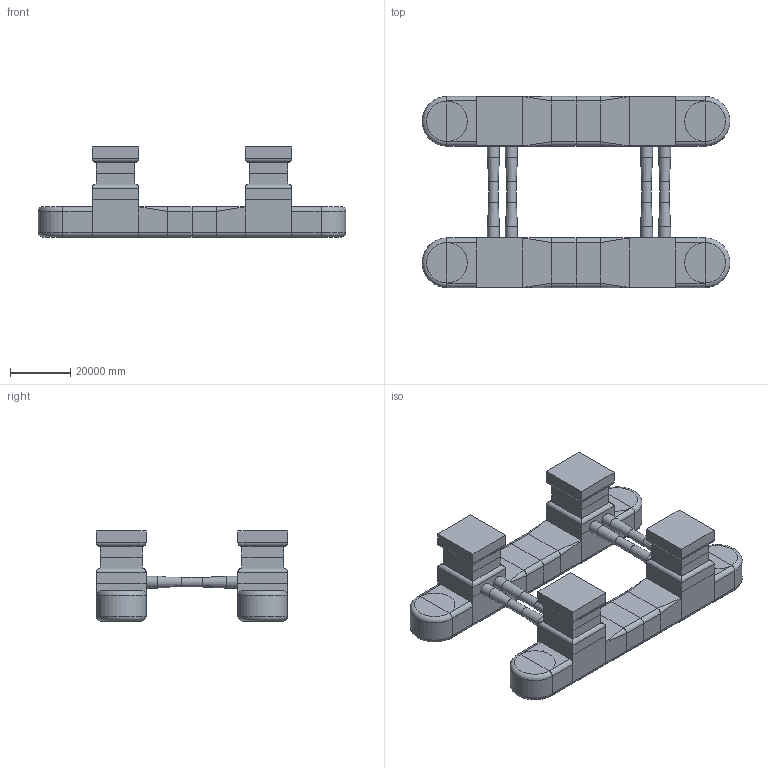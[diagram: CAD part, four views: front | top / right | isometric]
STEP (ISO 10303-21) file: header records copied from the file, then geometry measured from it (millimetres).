
FILE_DESCRIPTION(('Open CASCADE Model'),'2;1');
FILE_NAME('Open CASCADE Shape Model','2019-12-10T12:07:08',('Author'),( 'Open CASCADE'),'Open CASCADE STEP processor 7.2','Open CASCADE 7.2' ,'Unknown');
FILE_SCHEMA(('AUTOMOTIVE_DESIGN { 1 0 10303 214 1 1 1 1 }'));
Length unit declared in the file: millimetre
Products named in the file (68): Open CASCADE STEP translator 7.2 1; Open CASCADE STEP translator 7.2 1.1; Open CASCADE STEP translator 7.2 1.1.1; Open CASCADE STEP translator 7.2 1.1.2; Open CASCADE STEP translator 7.2 1.1.3; Open CASCADE STEP translator 7.2 1.1.4; Open CASCADE STEP translator 7.2 1.1.5; Open CASCADE STEP translator 7.2 1.1.6; Open CASCADE STEP translator 7.2 1.1.7; Open CASCADE STEP translator 7.2 1.1.8; Open CASCADE STEP translator 7.2 1.1.9; Open CASCADE STEP translator 7.2 1.1.10; Open CASCADE STEP translator 7.2 2; Open CASCADE STEP translator 7.2 2.1; Open CASCADE STEP translator 7.2 2.1.1; Open CASCADE STEP translator 7.2 2.1.2; Open CASCADE STEP translator 7.2 2.1.3; Open CASCADE STEP translator 7.2 2.1.4; Open CASCADE STEP translator 7.2 2.1.5; Open CASCADE STEP translator 7.2 2.1.6; Open CASCADE STEP translator 7.2 2.1.7; Open CASCADE STEP translator 7.2 2.1.8; Open CASCADE STEP translator 7.2 2.1.9; Open CASCADE STEP translator 7.2 2.1.10; Open CASCADE STEP translator 7.2 3; Open CASCADE STEP translator 7.2 3.1; Open CASCADE STEP translator 7.2 3.1.1; Open CASCADE STEP translator 7.2 3.1.2; Open CASCADE STEP translator 7.2 3.1.3; Open CASCADE STEP translator 7.2 3.1.4; Open CASCADE STEP translator 7.2 3.1.5; Open CASCADE STEP translator 7.2 4; Open CASCADE STEP translator 7.2 4.1; Open CASCADE STEP translator 7.2 4.1.1; Open CASCADE STEP translator 7.2 4.1.2; Open CASCADE STEP translator 7.2 4.1.3; Open CASCADE STEP translator 7.2 4.1.4; Open CASCADE STEP translator 7.2 4.1.5; Open CASCADE STEP translator 7.2 5; Open CASCADE STEP translator 7.2 5.1 ...
Assembly tree (46 placements, depth 3):
  Open CASCADE STEP translator 7.2 1
    Open CASCADE STEP translator 7.2 1.1
      Open CASCADE STEP translator 7.2 1.1.1
      Open CASCADE STEP translator 7.2 1.1.2
      Open CASCADE STEP translator 7.2 1.1.3
      Open CASCADE STEP translator 7.2 1.1.4
      Open CASCADE STEP translator 7.2 1.1.5
      Open CASCADE STEP translator 7.2 1.1.6
      Open CASCADE STEP translator 7.2 1.1.7
      Open CASCADE STEP translator 7.2 1.1.8
      Open CASCADE STEP translator 7.2 1.1.9
      Open CASCADE STEP translator 7.2 1.1.10
  Open CASCADE STEP translator 7.2 2
    Open CASCADE STEP translator 7.2 2.1
      Open CASCADE STEP translator 7.2 2.1.1
      Open CASCADE STEP translator 7.2 2.1.2
      Open CASCADE STEP translator 7.2 2.1.3
      Open CASCADE STEP translator 7.2 2.1.4
      Open CASCADE STEP translator 7.2 2.1.5
      Open CASCADE STEP translator 7.2 2.1.6
      Open CASCADE STEP translator 7.2 2.1.7
      Open CASCADE STEP translator 7.2 2.1.8
      Open CASCADE STEP translator 7.2 2.1.9
      Open CASCADE STEP translator 7.2 2.1.10
  Open CASCADE STEP translator 7.2 3
    Open CASCADE STEP translator 7.2 3.1
      Open CASCADE STEP translator 7.2 3.1.1
      Open CASCADE STEP translator 7.2 3.1.2
      Open CASCADE STEP translator 7.2 3.1.3
      Open CASCADE STEP translator 7.2 3.1.4
      Open CASCADE STEP translator 7.2 3.1.5
  Open CASCADE STEP translator 7.2 4
    Open CASCADE STEP translator 7.2 4.1
      Open CASCADE STEP translator 7.2 4.1.1
      Open CASCADE STEP translator 7.2 4.1.2
      Open CASCADE STEP translator 7.2 4.1.3
      Open CASCADE STEP translator 7.2 4.1.4
      Open CASCADE STEP translator 7.2 4.1.5
  Open CASCADE STEP translator 7.2 5
    Open CASCADE STEP translator 7.2 5.1
      Open CASCADE STEP translator 7.2 5.1.1
      Open CASCADE STEP translator 7.2 5.1.2
      Open CASCADE STEP translator 7.2 5.1.3
      Open CASCADE STEP translator 7.2 5.1.4
      Open CASCADE STEP translator 7.2 5.1.5
Bounding box: 102300 x 63550 x 29950 mm (x, y, z)
Volume: 55846989394823.5 mm3; surface area: 30828562027.8 mm2
Topology: 56 solids, 56 shells, 360 faces, 704 edges, 448 vertices
Faces by surface type: plane 208, cylinder 96, extrusion 32, torus 8, bspline 8, cone 8
Full cylindrical faces by diameter (mm): 3200 x4, 4000 x8, 16500 x4
Entity records: 20806 total; most frequent: CARTESIAN_POINT 5067, DIRECTION 2902, VECTOR 1692, LINE 1660, ORIENTED_EDGE 1392, PCURVE 1392, DEFINITIONAL_REPRESENTATION 1392, EDGE_CURVE 696
